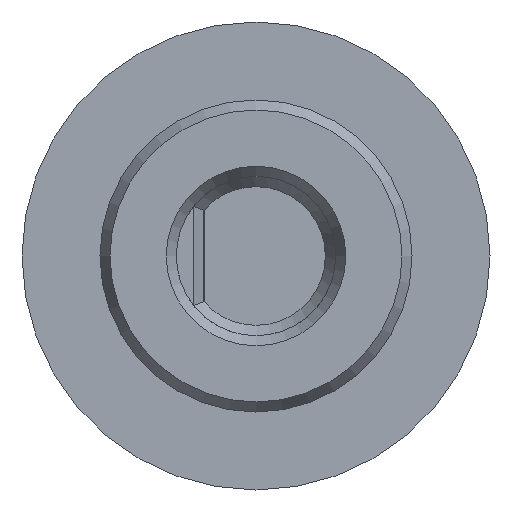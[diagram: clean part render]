
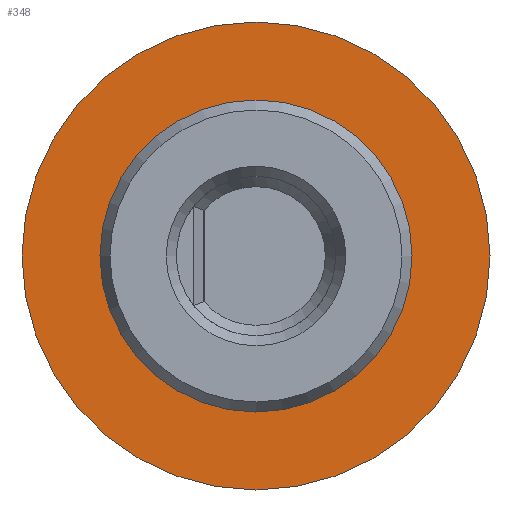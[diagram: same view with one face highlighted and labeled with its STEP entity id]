
A CAD part, left-side view. The second image highlights one B-rep face of the part: STEP entity #348.
In plain terms, the highlighted planar face has unit normal (-1, 0, 0).
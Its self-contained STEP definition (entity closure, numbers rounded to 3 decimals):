
#15=FACE_BOUND('',#97,.T.);
#43=CIRCLE('',#394,6.75);
#44=CIRCLE('',#395,4.5);
#70=FACE_OUTER_BOUND('',#96,.T.);
#96=EDGE_LOOP('',(#256));
#97=EDGE_LOOP('',(#257));
#167=VERTEX_POINT('',#595);
#168=VERTEX_POINT('',#597);
#201=EDGE_CURVE('',#167,#167,#43,.F.);
#202=EDGE_CURVE('',#168,#168,#44,.T.);
#256=ORIENTED_EDGE('',*,*,#201,.T.);
#257=ORIENTED_EDGE('',*,*,#202,.T.);
#336=PLANE('',#393);
#348=ADVANCED_FACE('',(#70,#15),#336,.F.);
#393=AXIS2_PLACEMENT_3D('',#594,#463,#464);
#394=AXIS2_PLACEMENT_3D('',#596,#465,#466);
#395=AXIS2_PLACEMENT_3D('',#598,#467,#468);
#463=DIRECTION('center_axis',(1.,0.,0.));
#464=DIRECTION('ref_axis',(0.,0.,1.));
#465=DIRECTION('center_axis',(1.,0.,0.));
#466=DIRECTION('ref_axis',(0.,0.,1.));
#467=DIRECTION('center_axis',(1.,0.,0.));
#468=DIRECTION('ref_axis',(0.,0.,1.));
#594=CARTESIAN_POINT('Origin',(-4.25,0.,0.));
#595=CARTESIAN_POINT('',(-4.25,0.,-6.75));
#596=CARTESIAN_POINT('Origin',(-4.25,0.,0.));
#597=CARTESIAN_POINT('',(-4.25,0.,-4.5));
#598=CARTESIAN_POINT('Origin',(-4.25,0.,0.));
